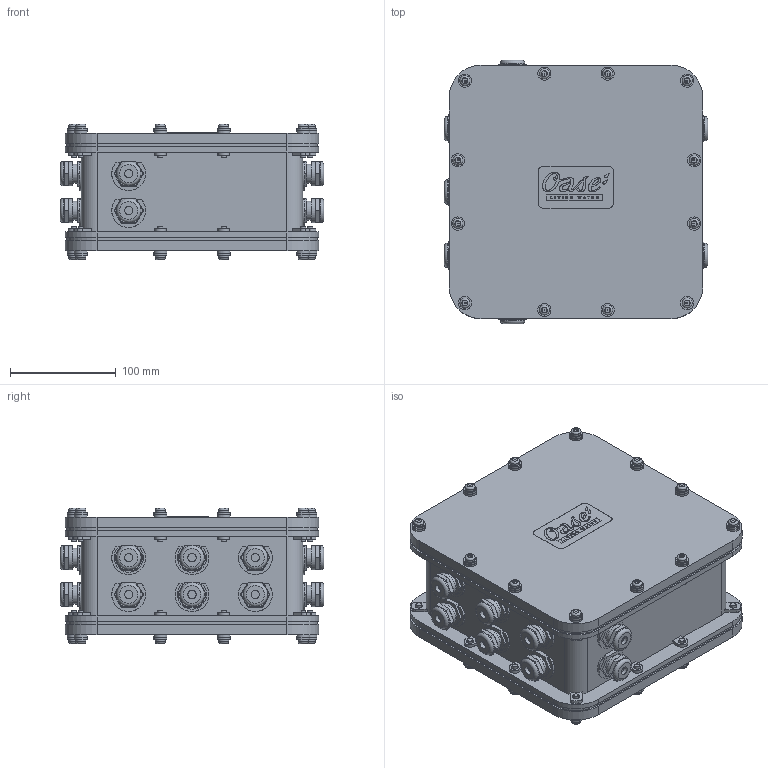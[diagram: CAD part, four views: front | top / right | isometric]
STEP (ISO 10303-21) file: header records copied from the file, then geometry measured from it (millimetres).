
FILE_DESCRIPTION(/* description */ (''),/* implementation_level */ '2;1');
FILE_NAME(/* name */ '50358 JuctionBox M14_M20.stp',/* time_stamp */ '2017-07-07T10:59:28+02:00',/* author */ ('guzb562'),/* organization */ (''),/* preprocessor_version */ 'ST-DEVELOPER v16.1',/* originating_system */ 'Autodesk Inventor 2016',/* authorisation */ '');
FILE_SCHEMA (('AUTOMOTIVE_DESIGN { 1 0 10303 214 3 1 1 }'));
Products named in the file (1): 50358 JuctionBox M14_M20
Bounding box: 249.71 x 249.71 x 128.53 mm (x, y, z)
Volume: 5487996.4 mm3; surface area: 306933.3 mm2
Topology: 49 solids, 49 shells, 1984 faces, 5100 edges, 3340 vertices
Faces by surface type: plane 1274, cylinder 285, bspline 208, cone 179, torus 38
Full cylindrical faces by diameter (mm): 4.018 x2, 5 x22, 6.058 x2, 6.5 x24, 7.349 x24, 7.871 x14, 9.406 x2, 9.5 x24, 12.5 x48, 18.007 x14, 23 x28
Entity records: 64727 total; most frequent: CARTESIAN_POINT 18666, ORIENTED_EDGE 9668, DIRECTION 8615, EDGE_CURVE 4834, VERTEX_POINT 3316, LINE 2971, VECTOR 2971, AXIS2_PLACEMENT_3D 2822
